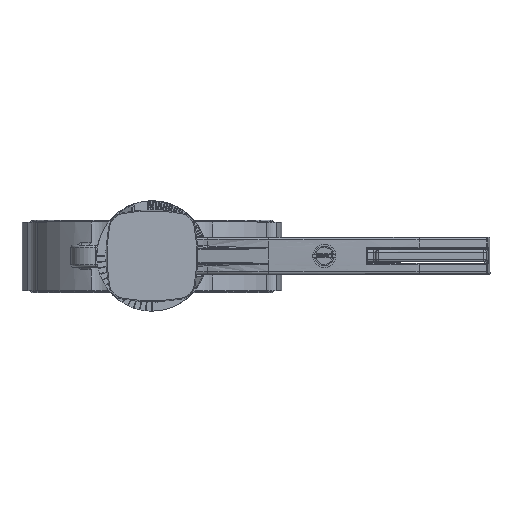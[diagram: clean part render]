
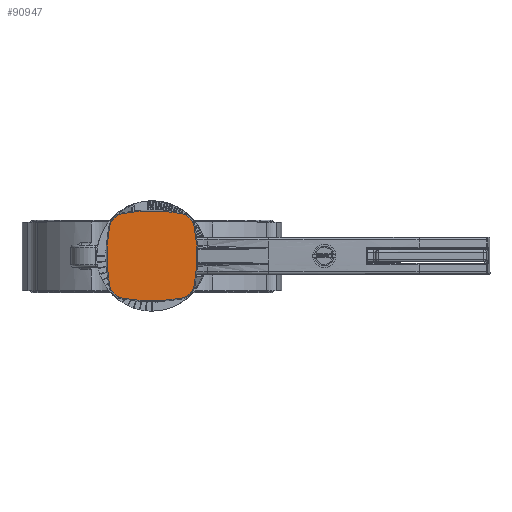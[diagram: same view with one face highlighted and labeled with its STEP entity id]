
A CAD part, top view. The second image highlights one B-rep face of the part: STEP entity #90947.
In plain terms, the highlighted planar face has unit normal (0, 0, 1).
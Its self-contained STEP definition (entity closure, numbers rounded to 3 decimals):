
#90868=CARTESIAN_POINT('',(0.,-18.75,283.3));
#90869=DIRECTION('',(0.0,0.0,1.0));
#90870=DIRECTION('',(1.0,0.0,0.0));
#90871=AXIS2_PLACEMENT_3D('',#90868,#90869,#90870);
#90872=PLANE('',#90871);
#90873=CARTESIAN_POINT('',(34.528,-23.949,283.3));
#90874=VERTEX_POINT('',#90873);
#90875=CARTESIAN_POINT('',(23.949,-34.528,283.3));
#90876=VERTEX_POINT('',#90875);
#90877=CARTESIAN_POINT('',(21.492,-21.492,283.3));
#90878=DIRECTION('',(0.,0.,-1.0));
#90879=DIRECTION('',(0.707,-0.707,0.));
#90880=AXIS2_PLACEMENT_3D('',#90877,#90878,#90879);
#90881=CIRCLE('',#90880,13.266);
#90882=EDGE_CURVE('',#90874,#90876,#90881,.T.);
#90883=ORIENTED_EDGE('',*,*,#90882,.F.);
#90884=CARTESIAN_POINT('',(34.528,23.949,283.3));
#90885=VERTEX_POINT('',#90884);
#90886=CARTESIAN_POINT('',(-92.5,0.,283.3));
#90887=DIRECTION('',(0.,0.,-1.));
#90888=DIRECTION('',(0.957,-0.288,0.));
#90889=AXIS2_PLACEMENT_3D('',#90886,#90887,#90888);
#90890=CIRCLE('',#90889,129.266);
#90891=EDGE_CURVE('',#90874,#90885,#90890,.F.);
#90892=ORIENTED_EDGE('',*,*,#90891,.T.);
#90893=CARTESIAN_POINT('',(23.949,34.528,283.3));
#90894=VERTEX_POINT('',#90893);
#90895=CARTESIAN_POINT('',(21.492,21.492,283.3));
#90896=DIRECTION('',(0.,0.,-1.0));
#90897=DIRECTION('',(0.707,0.707,0.));
#90898=AXIS2_PLACEMENT_3D('',#90895,#90896,#90897);
#90899=CIRCLE('',#90898,13.266);
#90900=EDGE_CURVE('',#90894,#90885,#90899,.T.);
#90901=ORIENTED_EDGE('',*,*,#90900,.F.);
#90902=CARTESIAN_POINT('',(-23.949,34.528,283.3));
#90903=VERTEX_POINT('',#90902);
#90904=CARTESIAN_POINT('',(0.,-92.5,283.3));
#90905=DIRECTION('',(0.,0.,-1.0));
#90906=DIRECTION('',(0.288,0.957,0.));
#90907=AXIS2_PLACEMENT_3D('',#90904,#90905,#90906);
#90908=CIRCLE('',#90907,129.266);
#90909=EDGE_CURVE('',#90894,#90903,#90908,.F.);
#90910=ORIENTED_EDGE('',*,*,#90909,.T.);
#90911=CARTESIAN_POINT('',(-34.528,23.949,283.3));
#90912=VERTEX_POINT('',#90911);
#90913=CARTESIAN_POINT('',(-21.492,21.492,283.3));
#90914=DIRECTION('',(0.,0.,-1.0));
#90915=DIRECTION('',(-0.707,0.707,0.));
#90916=AXIS2_PLACEMENT_3D('',#90913,#90914,#90915);
#90917=CIRCLE('',#90916,13.266);
#90918=EDGE_CURVE('',#90912,#90903,#90917,.T.);
#90919=ORIENTED_EDGE('',*,*,#90918,.F.);
#90920=CARTESIAN_POINT('',(-34.528,-23.949,283.3));
#90921=VERTEX_POINT('',#90920);
#90922=CARTESIAN_POINT('',(92.5,0.,283.3));
#90923=DIRECTION('',(0.,0.,-1.));
#90924=DIRECTION('',(-0.957,0.288,0.));
#90925=AXIS2_PLACEMENT_3D('',#90922,#90923,#90924);
#90926=CIRCLE('',#90925,129.266);
#90927=EDGE_CURVE('',#90912,#90921,#90926,.F.);
#90928=ORIENTED_EDGE('',*,*,#90927,.T.);
#90929=CARTESIAN_POINT('',(-23.949,-34.528,283.3));
#90930=VERTEX_POINT('',#90929);
#90931=CARTESIAN_POINT('',(-21.492,-21.492,283.3));
#90932=DIRECTION('',(0.,0.,-1.0));
#90933=DIRECTION('',(-0.707,-0.707,0.));
#90934=AXIS2_PLACEMENT_3D('',#90931,#90932,#90933);
#90935=CIRCLE('',#90934,13.266);
#90936=EDGE_CURVE('',#90930,#90921,#90935,.T.);
#90937=ORIENTED_EDGE('',*,*,#90936,.F.);
#90938=CARTESIAN_POINT('',(0.,92.5,283.3));
#90939=DIRECTION('',(0.,0.,-1.0));
#90940=DIRECTION('',(-0.288,-0.957,0.));
#90941=AXIS2_PLACEMENT_3D('',#90938,#90939,#90940);
#90942=CIRCLE('',#90941,129.266);
#90943=EDGE_CURVE('',#90930,#90876,#90942,.F.);
#90944=ORIENTED_EDGE('',*,*,#90943,.T.);
#90945=EDGE_LOOP('',(#90883,#90892,#90901,#90910,#90919,#90928,#90937,#90944));
#90946=FACE_OUTER_BOUND('',#90945,.T.);
#90947=ADVANCED_FACE('',(#90946),#90872,.T.);
